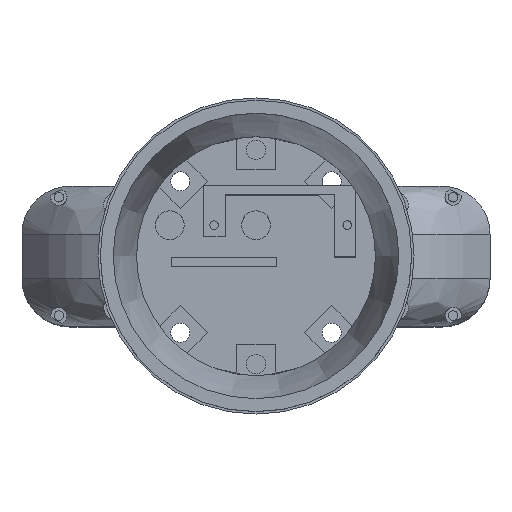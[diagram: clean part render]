
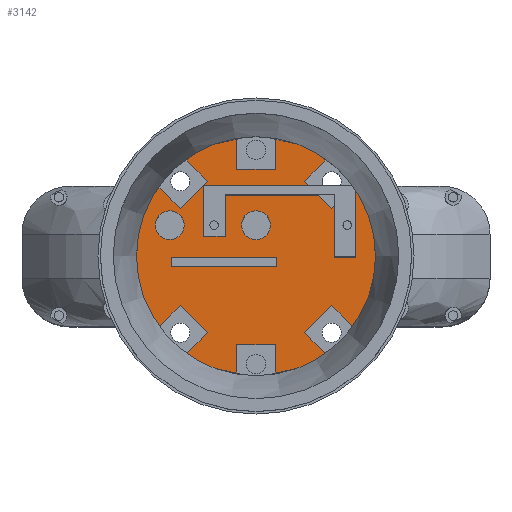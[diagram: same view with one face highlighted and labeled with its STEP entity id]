
A CAD part, top view. The second image highlights one B-rep face of the part: STEP entity #3142.
In plain terms, the highlighted planar face has unit normal (0, 0, 1).
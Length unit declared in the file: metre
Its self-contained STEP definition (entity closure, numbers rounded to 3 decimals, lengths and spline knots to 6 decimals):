
#182=LINE('',#5927,#372);
#183=LINE('',#5930,#373);
#184=LINE('',#5932,#374);
#185=LINE('',#5934,#375);
#186=LINE('',#5935,#376);
#187=LINE('',#5938,#377);
#188=LINE('',#5940,#378);
#189=LINE('',#5942,#379);
#190=LINE('',#5944,#380);
#191=LINE('',#5946,#381);
#192=LINE('',#5948,#382);
#193=LINE('',#5950,#383);
#194=LINE('',#5952,#384);
#372=VECTOR('',#4341,1.);
#373=VECTOR('',#4342,1.);
#374=VECTOR('',#4343,1.);
#375=VECTOR('',#4344,1.);
#376=VECTOR('',#4345,1.);
#377=VECTOR('',#4346,1.);
#378=VECTOR('',#4347,1.);
#379=VECTOR('',#4348,1.);
#380=VECTOR('',#4349,1.);
#381=VECTOR('',#4350,1.);
#382=VECTOR('',#4351,1.);
#383=VECTOR('',#4352,1.);
#384=VECTOR('',#4353,1.);
#509=PLANE('',#3542);
#665=CIRCLE('',#3543,0.02815);
#666=CIRCLE('',#3544,0.002);
#667=CIRCLE('',#3545,0.002);
#668=CIRCLE('',#3546,0.002);
#669=CIRCLE('',#3547,0.002);
#670=CIRCLE('',#3548,0.002);
#671=CIRCLE('',#3549,0.003);
#672=CIRCLE('',#3550,0.003);
#673=CIRCLE('',#3551,0.002);
#1378=ORIENTED_EDGE('',*,*,#1851,.T.);
#1379=ORIENTED_EDGE('',*,*,#1852,.F.);
#1380=ORIENTED_EDGE('',*,*,#1853,.F.);
#1381=ORIENTED_EDGE('',*,*,#1854,.F.);
#1382=ORIENTED_EDGE('',*,*,#1855,.F.);
#1383=ORIENTED_EDGE('',*,*,#1856,.F.);
#1384=ORIENTED_EDGE('',*,*,#1857,.F.);
#1385=ORIENTED_EDGE('',*,*,#1858,.F.);
#1386=ORIENTED_EDGE('',*,*,#1859,.T.);
#1387=ORIENTED_EDGE('',*,*,#1860,.T.);
#1388=ORIENTED_EDGE('',*,*,#1861,.F.);
#1389=ORIENTED_EDGE('',*,*,#1862,.F.);
#1390=ORIENTED_EDGE('',*,*,#1863,.F.);
#1391=ORIENTED_EDGE('',*,*,#1864,.F.);
#1392=ORIENTED_EDGE('',*,*,#1865,.F.);
#1393=ORIENTED_EDGE('',*,*,#1866,.T.);
#1394=ORIENTED_EDGE('',*,*,#1867,.F.);
#1395=ORIENTED_EDGE('',*,*,#1868,.F.);
#1396=ORIENTED_EDGE('',*,*,#1869,.T.);
#1397=ORIENTED_EDGE('',*,*,#1870,.F.);
#1398=ORIENTED_EDGE('',*,*,#1871,.F.);
#1399=ORIENTED_EDGE('',*,*,#1872,.F.);
#1851=EDGE_CURVE('',#2167,#2167,#665,.T.);
#1852=EDGE_CURVE('',#2168,#2168,#666,.T.);
#1853=EDGE_CURVE('',#2169,#2169,#667,.T.);
#1854=EDGE_CURVE('',#2170,#2170,#668,.T.);
#1855=EDGE_CURVE('',#2171,#2171,#669,.T.);
#1856=EDGE_CURVE('',#2172,#2172,#670,.T.);
#1857=EDGE_CURVE('',#2173,#2173,#671,.T.);
#1858=EDGE_CURVE('',#2174,#2174,#672,.T.);
#1859=EDGE_CURVE('',#2175,#2176,#182,.T.);
#1860=EDGE_CURVE('',#2176,#2177,#183,.T.);
#1861=EDGE_CURVE('',#2178,#2177,#184,.T.);
#1862=EDGE_CURVE('',#2175,#2178,#185,.T.);
#1863=EDGE_CURVE('',#2179,#2180,#186,.T.);
#1864=EDGE_CURVE('',#2181,#2179,#187,.T.);
#1865=EDGE_CURVE('',#2182,#2181,#188,.T.);
#1866=EDGE_CURVE('',#2182,#2183,#189,.T.);
#1867=EDGE_CURVE('',#2184,#2183,#190,.T.);
#1868=EDGE_CURVE('',#2185,#2184,#191,.T.);
#1869=EDGE_CURVE('',#2185,#2186,#192,.T.);
#1870=EDGE_CURVE('',#2187,#2186,#193,.T.);
#1871=EDGE_CURVE('',#2188,#2187,#194,.T.);
#1872=EDGE_CURVE('',#2180,#2188,#673,.T.);
#2167=VERTEX_POINT('',#5912);
#2168=VERTEX_POINT('',#5914);
#2169=VERTEX_POINT('',#5916);
#2170=VERTEX_POINT('',#5918);
#2171=VERTEX_POINT('',#5920);
#2172=VERTEX_POINT('',#5922);
#2173=VERTEX_POINT('',#5924);
#2174=VERTEX_POINT('',#5926);
#2175=VERTEX_POINT('',#5928);
#2176=VERTEX_POINT('',#5929);
#2177=VERTEX_POINT('',#5931);
#2178=VERTEX_POINT('',#5933);
#2179=VERTEX_POINT('',#5936);
#2180=VERTEX_POINT('',#5937);
#2181=VERTEX_POINT('',#5939);
#2182=VERTEX_POINT('',#5941);
#2183=VERTEX_POINT('',#5943);
#2184=VERTEX_POINT('',#5945);
#2185=VERTEX_POINT('',#5947);
#2186=VERTEX_POINT('',#5949);
#2187=VERTEX_POINT('',#5951);
#2188=VERTEX_POINT('',#5953);
#2522=EDGE_LOOP('',(#1378));
#2523=EDGE_LOOP('',(#1379));
#2524=EDGE_LOOP('',(#1380));
#2525=EDGE_LOOP('',(#1381));
#2526=EDGE_LOOP('',(#1382));
#2527=EDGE_LOOP('',(#1383));
#2528=EDGE_LOOP('',(#1384));
#2529=EDGE_LOOP('',(#1385));
#2530=EDGE_LOOP('',(#1386,#1387,#1388,#1389));
#2531=EDGE_LOOP('',(#1390,#1391,#1392,#1393,#1394,#1395,#1396,#1397,#1398,
#1399));
#2846=FACE_BOUND('',#2522,.T.);
#2847=FACE_BOUND('',#2523,.T.);
#2848=FACE_BOUND('',#2524,.T.);
#2849=FACE_BOUND('',#2525,.T.);
#2850=FACE_BOUND('',#2526,.T.);
#2851=FACE_BOUND('',#2527,.T.);
#2852=FACE_BOUND('',#2528,.T.);
#2853=FACE_BOUND('',#2529,.T.);
#2854=FACE_BOUND('',#2530,.T.);
#2855=FACE_BOUND('',#2531,.T.);
#3142=ADVANCED_FACE('',(#2846,#2847,#2848,#2849,#2850,#2851,#2852,#2853,
#2854,#2855),#509,.T.);
#3542=AXIS2_PLACEMENT_3D('',#5910,#4323,#4324);
#3543=AXIS2_PLACEMENT_3D('',#5911,#4325,#4326);
#3544=AXIS2_PLACEMENT_3D('',#5913,#4327,#4328);
#3545=AXIS2_PLACEMENT_3D('',#5915,#4329,#4330);
#3546=AXIS2_PLACEMENT_3D('',#5917,#4331,#4332);
#3547=AXIS2_PLACEMENT_3D('',#5919,#4333,#4334);
#3548=AXIS2_PLACEMENT_3D('',#5921,#4335,#4336);
#3549=AXIS2_PLACEMENT_3D('',#5923,#4337,#4338);
#3550=AXIS2_PLACEMENT_3D('',#5925,#4339,#4340);
#3551=AXIS2_PLACEMENT_3D('',#5954,#4354,#4355);
#4323=DIRECTION('',(0.,0.,1.));
#4324=DIRECTION('',(1.,0.,0.));
#4325=DIRECTION('',(0.,0.,1.));
#4326=DIRECTION('',(1.,0.,0.));
#4327=DIRECTION('',(0.,0.,1.));
#4328=DIRECTION('',(1.,0.,0.));
#4329=DIRECTION('',(0.,0.,1.));
#4330=DIRECTION('',(1.,0.,0.));
#4331=DIRECTION('',(0.,0.,1.));
#4332=DIRECTION('',(1.,0.,0.));
#4333=DIRECTION('',(0.,0.,1.));
#4334=DIRECTION('',(1.,0.,0.));
#4335=DIRECTION('',(0.,0.,1.));
#4336=DIRECTION('',(1.,0.,0.));
#4337=DIRECTION('',(0.,0.,1.));
#4338=DIRECTION('',(1.,0.,0.));
#4339=DIRECTION('',(0.,0.,1.));
#4340=DIRECTION('',(1.,0.,0.));
#4341=DIRECTION('',(0.,1.,0.));
#4342=DIRECTION('',(1.,0.,0.));
#4343=DIRECTION('',(0.,1.,0.));
#4344=DIRECTION('',(1.,0.,0.));
#4345=DIRECTION('',(-1.,0.,0.));
#4346=DIRECTION('',(0.,1.,0.));
#4347=DIRECTION('',(1.,0.,0.));
#4348=DIRECTION('',(0.,1.,0.));
#4349=DIRECTION('',(1.,0.,0.));
#4350=DIRECTION('',(0.,1.,0.));
#4351=DIRECTION('',(-1.,0.,0.));
#4352=DIRECTION('',(0.,-1.,0.));
#4353=DIRECTION('',(-1.,0.,0.));
#4354=DIRECTION('',(0.,0.,1.));
#4355=DIRECTION('',(1.,0.,0.));
#5910=CARTESIAN_POINT('',(0.,0.,0.036));
#5911=CARTESIAN_POINT('',(0.,0.,0.036));
#5912=CARTESIAN_POINT('',(0.02815,0.,0.036));
#5913=CARTESIAN_POINT('',(-0.015802,0.015802,0.036));
#5914=CARTESIAN_POINT('',(-0.013802,0.015802,0.036));
#5915=CARTESIAN_POINT('',(-0.015802,-0.015802,0.036));
#5916=CARTESIAN_POINT('',(-0.013802,-0.015802,0.036));
#5917=CARTESIAN_POINT('',(0.015802,-0.015802,0.036));
#5918=CARTESIAN_POINT('',(0.017802,-0.015802,0.036));
#5919=CARTESIAN_POINT('',(0.,-0.022348,0.036));
#5920=CARTESIAN_POINT('',(0.002,-0.022348,0.036));
#5921=CARTESIAN_POINT('',(0.,0.022348,0.036));
#5922=CARTESIAN_POINT('',(0.002,0.022348,0.036));
#5923=CARTESIAN_POINT('',(-0.018,0.00665,0.036));
#5924=CARTESIAN_POINT('',(-0.015,0.00665,0.036));
#5925=CARTESIAN_POINT('',(0.,0.00665,0.036));
#5926=CARTESIAN_POINT('',(0.003,0.00665,0.036));
#5927=CARTESIAN_POINT('',(-0.01765,-0.001,0.036));
#5928=CARTESIAN_POINT('',(-0.01765,-0.002,0.036));
#5929=CARTESIAN_POINT('',(-0.01765,0.,0.036));
#5930=CARTESIAN_POINT('',(-0.00665,0.,0.036));
#5931=CARTESIAN_POINT('',(0.00435,0.,0.036));
#5932=CARTESIAN_POINT('',(0.00435,-0.001,0.036));
#5933=CARTESIAN_POINT('',(0.00435,-0.002,0.036));
#5934=CARTESIAN_POINT('',(-0.00665,-0.002,0.036));
#5935=CARTESIAN_POINT('',(-0.008676,0.01495,0.036));
#5936=CARTESIAN_POINT('',(0.02084,0.01495,0.036));
#5937=CARTESIAN_POINT('',(0.017612,0.01495,0.036));
#5938=CARTESIAN_POINT('',(0.02084,0.00665,0.036));
#5939=CARTESIAN_POINT('',(0.02084,0.,0.036));
#5940=CARTESIAN_POINT('',(0.01859,0.,0.036));
#5941=CARTESIAN_POINT('',(0.01634,0.,0.036));
#5942=CARTESIAN_POINT('',(0.01634,0.006475,0.036));
#5943=CARTESIAN_POINT('',(0.01634,0.01295,0.036));
#5944=CARTESIAN_POINT('',(0.004957,0.01295,0.036));
#5945=CARTESIAN_POINT('',(-0.006426,0.01295,0.036));
#5946=CARTESIAN_POINT('',(-0.006426,0.008625,0.036));
#5947=CARTESIAN_POINT('',(-0.006426,0.0043,0.036));
#5948=CARTESIAN_POINT('',(-0.008676,0.0043,0.036));
#5949=CARTESIAN_POINT('',(-0.010926,0.0043,0.036));
#5950=CARTESIAN_POINT('',(-0.010926,0.014125,0.036));
#5951=CARTESIAN_POINT('',(-0.010926,0.01495,0.036));
#5952=CARTESIAN_POINT('',(-0.008676,0.01495,0.036));
#5953=CARTESIAN_POINT('',(0.013993,0.01495,0.036));
#5954=CARTESIAN_POINT('',(0.015802,0.015802,0.036));
